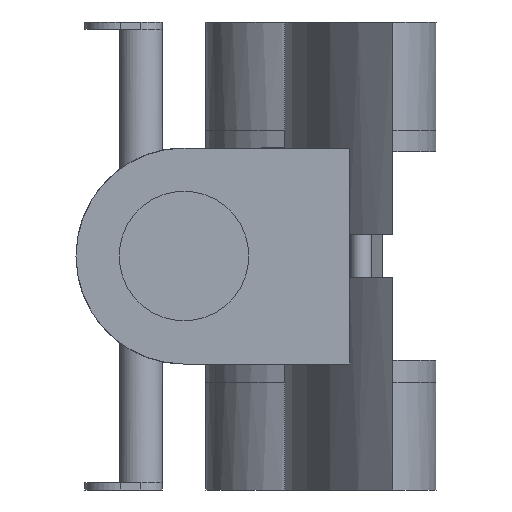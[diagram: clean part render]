
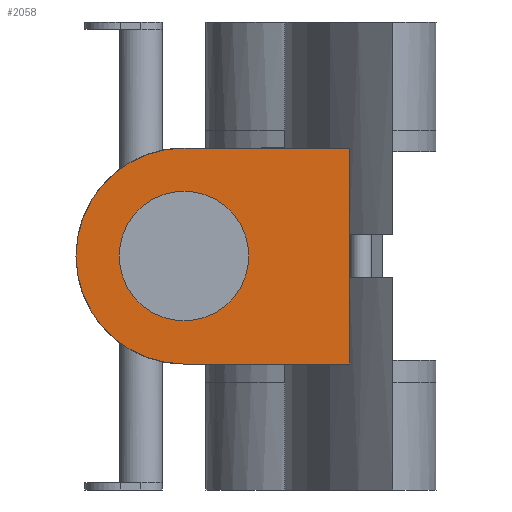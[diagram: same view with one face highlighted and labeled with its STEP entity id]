
A CAD part, left-side view. The second image highlights one B-rep face of the part: STEP entity #2058.
In plain terms, the highlighted planar face has unit normal (-1, 0, 0).
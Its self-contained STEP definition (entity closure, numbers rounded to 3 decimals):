
#32=FACE_BOUND('',#741,.T.);
#242=LINE('',#3690,#428);
#246=LINE('',#3698,#432);
#259=LINE('',#3776,#445);
#260=LINE('',#3778,#446);
#261=LINE('',#3780,#447);
#428=VECTOR('',#2777,10.);
#432=VECTOR('',#2783,10.);
#445=VECTOR('',#2826,10.);
#446=VECTOR('',#2827,10.);
#447=VECTOR('',#2828,10.);
#611=FACE_OUTER_BOUND('',#740,.T.);
#740=EDGE_LOOP('',(#1749,#1750,#1751,#1752,#1753,#1754));
#741=EDGE_LOOP('',(#1755));
#818=CIRCLE('',#2307,9.);
#820=CIRCLE('',#2311,15.);
#968=VERTEX_POINT('',#3688);
#969=VERTEX_POINT('',#3689);
#972=VERTEX_POINT('',#3697);
#984=VERTEX_POINT('',#3768);
#986=VERTEX_POINT('',#3775);
#987=VERTEX_POINT('',#3777);
#988=VERTEX_POINT('',#3779);
#1225=EDGE_CURVE('',#968,#969,#242,.T.);
#1229=EDGE_CURVE('',#972,#968,#246,.T.);
#1247=EDGE_CURVE('',#984,#984,#818,.T.);
#1250=EDGE_CURVE('',#986,#969,#259,.T.);
#1251=EDGE_CURVE('',#987,#986,#260,.T.);
#1252=EDGE_CURVE('',#988,#987,#261,.T.);
#1253=EDGE_CURVE('',#972,#988,#820,.T.);
#1749=ORIENTED_EDGE('',*,*,#1250,.F.);
#1750=ORIENTED_EDGE('',*,*,#1251,.F.);
#1751=ORIENTED_EDGE('',*,*,#1252,.F.);
#1752=ORIENTED_EDGE('',*,*,#1253,.F.);
#1753=ORIENTED_EDGE('',*,*,#1229,.T.);
#1754=ORIENTED_EDGE('',*,*,#1225,.T.);
#1755=ORIENTED_EDGE('',*,*,#1247,.T.);
#1937=PLANE('',#2310);
#2058=ADVANCED_FACE('',(#611,#32),#1937,.F.);
#2307=AXIS2_PLACEMENT_3D('',#3769,#2817,#2818);
#2310=AXIS2_PLACEMENT_3D('',#3774,#2824,#2825);
#2311=AXIS2_PLACEMENT_3D('',#3781,#2829,#2830);
#2777=DIRECTION('',(0.,0.,1.));
#2783=DIRECTION('',(0.,-1.,0.));
#2817=DIRECTION('center_axis',(1.,0.,0.));
#2818=DIRECTION('ref_axis',(0.,1.,0.));
#2824=DIRECTION('center_axis',(1.,0.,0.));
#2825=DIRECTION('ref_axis',(0.,0.,-1.));
#2826=DIRECTION('',(0.,0.,-1.));
#2827=DIRECTION('',(0.,0.,-1.));
#2828=DIRECTION('',(0.,-1.,0.));
#2829=DIRECTION('center_axis',(1.,0.,0.));
#2830=DIRECTION('ref_axis',(0.,1.,0.));
#3688=CARTESIAN_POINT('',(0.,6.,-15.));
#3689=CARTESIAN_POINT('',(0.,6.,-3.));
#3690=CARTESIAN_POINT('',(0.,6.,-15.));
#3697=CARTESIAN_POINT('',(0.,29.,-15.));
#3698=CARTESIAN_POINT('',(0.,29.,-15.));
#3768=CARTESIAN_POINT('',(0.,20.,0.));
#3769=CARTESIAN_POINT('Origin',(0.,29.,0.));
#3774=CARTESIAN_POINT('Origin',(0.,25.,7.5));
#3775=CARTESIAN_POINT('',(0.,6.,3.));
#3776=CARTESIAN_POINT('',(0.,6.,3.));
#3777=CARTESIAN_POINT('',(0.,6.,15.));
#3778=CARTESIAN_POINT('',(0.,6.,15.));
#3779=CARTESIAN_POINT('',(0.,29.,15.));
#3780=CARTESIAN_POINT('',(0.,29.,15.));
#3781=CARTESIAN_POINT('Origin',(0.,29.,0.));
